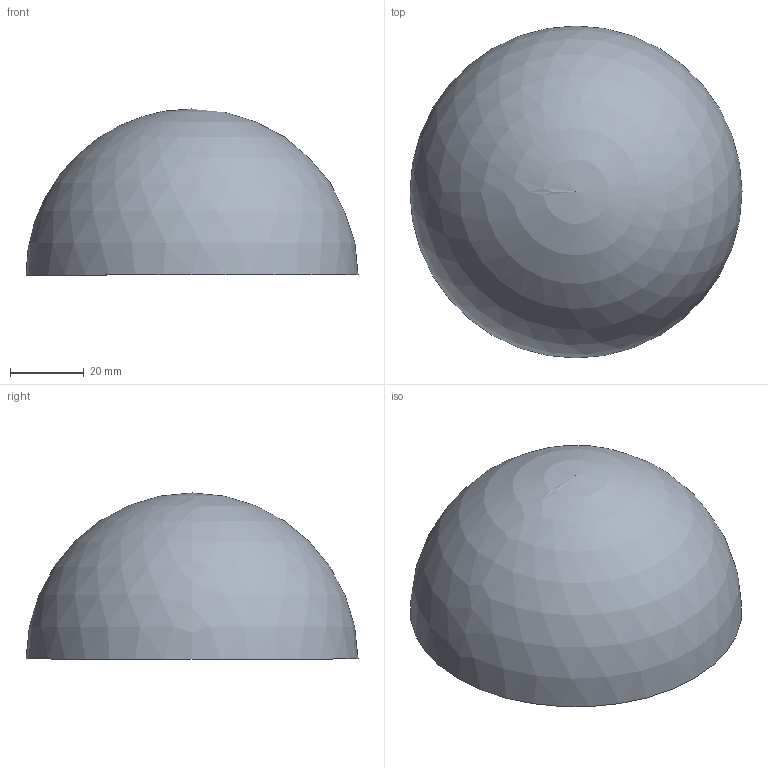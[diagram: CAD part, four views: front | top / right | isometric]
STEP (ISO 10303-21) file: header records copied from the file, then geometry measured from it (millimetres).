
FILE_DESCRIPTION (( 'STEP AP203' ), '1' );
FILE_NAME ('620090-VA.step', '2020-07-15T11:51:58', ( '' ), ( '' ), 'SwSTEP 2.0', 'SolidWorks 2018', '' );
FILE_SCHEMA (( 'CONFIG_CONTROL_DESIGN' ));
Length unit declared in the file: millimetre
Products named in the file (1): 620090-VA
Bounding box: 90 x 90 x 45 mm (x, y, z)
Volume: 24332.6 mm3; surface area: 24898.5 mm2
Topology: 1 solids, 1 shells, 216 faces, 569 edges, 380 vertices
Faces by surface type: bspline 99, plane 89, sphere 28
Entity records: 11049 total; most frequent: CARTESIAN_POINT 6144, ORIENTED_EDGE 1130, DIRECTION 783, EDGE_CURVE 565, VERTEX_POINT 378, AXIS2_PLACEMENT_3D 298, EDGE_LOOP 243, FACE_OUTER_BOUND 216
